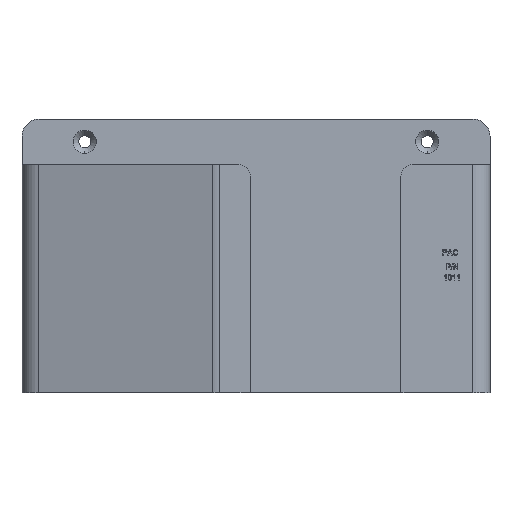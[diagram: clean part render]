
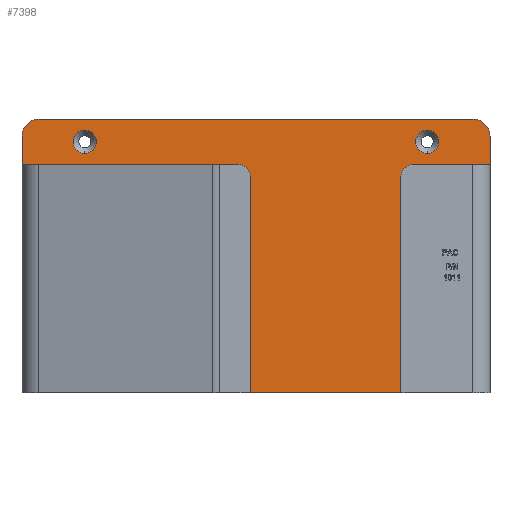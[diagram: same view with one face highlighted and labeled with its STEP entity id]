
A CAD part, front view. The second image highlights one B-rep face of the part: STEP entity #7398.
In plain terms, the highlighted planar face has unit normal (0, -1, 0).
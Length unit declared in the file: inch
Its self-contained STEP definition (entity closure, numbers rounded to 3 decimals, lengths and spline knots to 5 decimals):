
#19 = DIRECTION ( 'NONE',  ( 0., 0., -1. ) ) ;
#20 = CARTESIAN_POINT ( 'NONE',  ( -4.9379, 0.625, 0.375 ) ) ;
#33 = DIRECTION ( 'NONE',  ( 0., 0., 1. ) ) ;
#34 = CARTESIAN_POINT ( 'NONE',  ( -0.25, 0.625, 5. ) ) ;
#35 = DIRECTION ( 'NONE',  ( 0., 0., 1. ) ) ;
#45 = CARTESIAN_POINT ( 'NONE',  ( 4.6871, 0.625, 5. ) ) ;
#48 = DIRECTION ( 'NONE',  ( 1., 0., 0. ) ) ;
#49 = CARTESIAN_POINT ( 'NONE',  ( 4.8121, 0.625, 0.5 ) ) ;
#50 = DIRECTION ( 'NONE',  ( 1., 0., 0. ) ) ;
#51 = DIRECTION ( 'NONE',  ( 0., -1., 0. ) ) ;
#52 = CARTESIAN_POINT ( 'NONE',  ( -4.875, 0.625, 5.625 ) ) ;
#60 = DIRECTION ( 'NONE',  ( 0., 0., -1. ) ) ;
#63 = CARTESIAN_POINT ( 'NONE',  ( 3.05, 0.625, 5. ) ) ;
#69 = DIRECTION ( 'NONE',  ( 1., 0., 0. ) ) ;
#70 = CARTESIAN_POINT ( 'NONE',  ( 4.8121, 0.625, 0.5 ) ) ;
#71 = DIRECTION ( 'NONE',  ( -1., 0., 0. ) ) ;
#73 = CARTESIAN_POINT ( 'NONE',  ( -0.25, 0.625, 0. ) ) ;
#77 = DIRECTION ( 'NONE',  ( -1., 0., 0. ) ) ;
#78 = CARTESIAN_POINT ( 'NONE',  ( 4.8121, 0.625, 6. ) ) ;
#86 = DIRECTION ( 'NONE',  ( 0., 0., -1. ) ) ;
#87 = DIRECTION ( 'NONE',  ( 0., -1., 0. ) ) ;
#88 = CARTESIAN_POINT ( 'NONE',  ( 3.625, 0.625, 5.5 ) ) ;
#89 = DIRECTION ( 'NONE',  ( 1., 0., 0. ) ) ;
#90 = DIRECTION ( 'NONE',  ( 0., -1., 0. ) ) ;
#94 = DIRECTION ( 'NONE',  ( -1., 0., 0. ) ) ;
#95 = CARTESIAN_POINT ( 'NONE',  ( 5., 0.625, 5. ) ) ;
#100 = CARTESIAN_POINT ( 'NONE',  ( 4.625, 0.625, 5.625 ) ) ;
#110 = DIRECTION ( 'NONE',  ( 0., 0., -1. ) ) ;
#111 = DIRECTION ( 'NONE',  ( 0., -1., 0. ) ) ;
#128 = CARTESIAN_POINT ( 'NONE',  ( -3.875, 0.625, 5.5 ) ) ;
#135 = DIRECTION ( 'NONE',  ( 0., 0., 1. ) ) ;
#138 = CARTESIAN_POINT ( 'NONE',  ( -5.25, 0.625, 6. ) ) ;
#451 = LINE ( 'NONE', #138, #459 ) ;
#459 = VECTOR ( 'NONE', #135, 39.37008 ) ;
#464 = VECTOR ( 'NONE', #77, 39.37008 ) ;
#476 = CIRCLE ( 'NONE', #1420, 0.2535 ) ;
#480 = LINE ( 'NONE', #78, #464 ) ;
#482 = LINE ( 'NONE', #63, #492 ) ;
#485 = LINE ( 'NONE', #95, #486 ) ;
#486 = VECTOR ( 'NONE', #94, 39.37008 ) ;
#488 = CIRCLE ( 'NONE', #1421, 0.375 ) ;
#490 = CIRCLE ( 'NONE', #1429, 0.2535 ) ;
#491 = VECTOR ( 'NONE', #48, 39.37008 ) ;
#492 = VECTOR ( 'NONE', #60, 39.37008 ) ;
#496 = LINE ( 'NONE', #73, #497 ) ;
#497 = VECTOR ( 'NONE', #71, 39.37008 ) ;
#498 = LINE ( 'NONE', #70, #499 ) ;
#499 = VECTOR ( 'NONE', #69, 39.37008 ) ;
#502 = LINE ( 'NONE', #49, #491 ) ;
#511 = CIRCLE ( 'NONE', #1425, 0.375 ) ;
#516 = LINE ( 'NONE', #45, #518 ) ;
#518 = VECTOR ( 'NONE', #35, 39.37008 ) ;
#520 = LINE ( 'NONE', #34, #521 ) ;
#521 = VECTOR ( 'NONE', #33, 39.37008 ) ;
#531 = LINE ( 'NONE', #20, #532 ) ;
#532 = VECTOR ( 'NONE', #19, 39.37008 ) ;
#536 = EDGE_LOOP ( 'NONE', ( #5629, #5628 ) ) ;
#1220 = VERTEX_POINT ( 'NONE', #4600 ) ;
#1225 = VERTEX_POINT ( 'NONE', #4596 ) ;
#1238 = VERTEX_POINT ( 'NONE', #4578 ) ;
#1244 = VERTEX_POINT ( 'NONE', #4572 ) ;
#1252 = VERTEX_POINT ( 'NONE', #4563 ) ;
#1255 = VERTEX_POINT ( 'NONE', #4560 ) ;
#1264 = VERTEX_POINT ( 'NONE', #4549 ) ;
#1281 = VERTEX_POINT ( 'NONE', #4530 ) ;
#1341 = VERTEX_POINT ( 'NONE', #4462 ) ;
#1349 = VERTEX_POINT ( 'NONE', #4453 ) ;
#1360 = VERTEX_POINT ( 'NONE', #4441 ) ;
#1364 = VERTEX_POINT ( 'NONE', #4437 ) ;
#1365 = VERTEX_POINT ( 'NONE', #4436 ) ;
#1370 = VERTEX_POINT ( 'NONE', #4431 ) ;
#1380 = VERTEX_POINT ( 'NONE', #4420 ) ;
#1420 = AXIS2_PLACEMENT_3D ( 'NONE', #128, #111, #110 ) ;
#1421 = AXIS2_PLACEMENT_3D ( 'NONE', #100, #90, #89 ) ;
#1425 = AXIS2_PLACEMENT_3D ( 'NONE', #52, #51, #50 ) ;
#1429 = AXIS2_PLACEMENT_3D ( 'NONE', #88, #87, #86 ) ;
#1439 = AXIS2_PLACEMENT_3D ( 'NONE', #4896, #4894, #4893 ) ;
#1440 = AXIS2_PLACEMENT_3D ( 'NONE', #4866, #4865, #4864 ) ;
#1499 = EDGE_LOOP ( 'NONE', ( #5631, #5630 ) ) ;
#1501 = EDGE_LOOP ( 'NONE', ( #5627, #5626, #5625, #5624, #5623, #5622, #5621, #5620, #5619, #5618, #5617, #5616, #5615, #5614 ) ) ;
#2357 = CARTESIAN_POINT ( 'NONE',  ( 4.8121, 0.625, 6. ) ) ;
#2575 = DIRECTION ( 'NONE',  ( 0., -1., 0. ) ) ;
#2886 = PLANE ( 'NONE',  #5146 ) ;
#2888 = DIRECTION ( 'NONE',  ( 1., 0., 0. ) ) ;
#3252 = LINE ( 'NONE', #4789, #3253 ) ;
#3253 = VECTOR ( 'NONE', #4781, 39.37008 ) ;
#3256 = LINE ( 'NONE', #4910, #3257 ) ;
#3257 = VECTOR ( 'NONE', #4909, 39.37008 ) ;
#3270 = CIRCLE ( 'NONE', #1439, 0.2535 ) ;
#3293 = CIRCLE ( 'NONE', #1440, 0.2535 ) ;
#3920 = FACE_BOUND ( 'NONE', #1499, .T. ) ;
#3924 = FACE_BOUND ( 'NONE', #536, .T. ) ;
#3926 = FACE_OUTER_BOUND ( 'NONE', #1501, .T. ) ;
#4420 = CARTESIAN_POINT ( 'NONE',  ( -4.875, 0.625, 6. ) ) ;
#4431 = CARTESIAN_POINT ( 'NONE',  ( 5., 0.625, 5.625 ) ) ;
#4436 = CARTESIAN_POINT ( 'NONE',  ( -3.875, 0.625, 5.2465 ) ) ;
#4437 = CARTESIAN_POINT ( 'NONE',  ( 4.6871, 0.625, 0.5 ) ) ;
#4441 = CARTESIAN_POINT ( 'NONE',  ( 4.625, 0.625, 6. ) ) ;
#4453 = CARTESIAN_POINT ( 'NONE',  ( 3.05, 0.625, 0. ) ) ;
#4462 = CARTESIAN_POINT ( 'NONE',  ( -5.25, 0.625, 5. ) ) ;
#4497 = VERTEX_POINT ( 'NONE', #8054 ) ;
#4530 = CARTESIAN_POINT ( 'NONE',  ( 4.6871, 0.625, 5. ) ) ;
#4549 = CARTESIAN_POINT ( 'NONE',  ( -4.9379, 0.625, 0.5 ) ) ;
#4560 = CARTESIAN_POINT ( 'NONE',  ( -5.25, 0.625, 5.625 ) ) ;
#4563 = CARTESIAN_POINT ( 'NONE',  ( 3.625, 0.625, 5.7535 ) ) ;
#4572 = CARTESIAN_POINT ( 'NONE',  ( 5., 0.625, 5. ) ) ;
#4578 = CARTESIAN_POINT ( 'NONE',  ( -0.25, 0.625, 0.5 ) ) ;
#4589 = VERTEX_POINT ( 'NONE', #7972 ) ;
#4591 = VERTEX_POINT ( 'NONE', #7971 ) ;
#4596 = CARTESIAN_POINT ( 'NONE',  ( 3.05, 0.625, 0.5 ) ) ;
#4600 = CARTESIAN_POINT ( 'NONE',  ( 3.625, 0.625, 5.2465 ) ) ;
#4781 = DIRECTION ( 'NONE',  ( -1., 0., 0. ) ) ;
#4789 = CARTESIAN_POINT ( 'NONE',  ( 5., 0.625, 5. ) ) ;
#4864 = DIRECTION ( 'NONE',  ( 0., 0., -1. ) ) ;
#4865 = DIRECTION ( 'NONE',  ( 0., -1., 0. ) ) ;
#4866 = CARTESIAN_POINT ( 'NONE',  ( 3.625, 0.625, 5.5 ) ) ;
#4893 = DIRECTION ( 'NONE',  ( 0., 0., -1. ) ) ;
#4894 = DIRECTION ( 'NONE',  ( 0., -1., 0. ) ) ;
#4896 = CARTESIAN_POINT ( 'NONE',  ( -3.875, 0.625, 5.5 ) ) ;
#4909 = DIRECTION ( 'NONE',  ( 0., 0., -1. ) ) ;
#4910 = CARTESIAN_POINT ( 'NONE',  ( 5., 0.625, 6. ) ) ;
#5146 = AXIS2_PLACEMENT_3D ( 'NONE', #2357, #2575, #2888 ) ;
#5216 = EDGE_CURVE ( 'NONE', #1341, #1255, #451, .T. ) ;
#5225 = EDGE_CURVE ( 'NONE', #1365, #4497, #476, .T. ) ;
#5231 = EDGE_CURVE ( 'NONE', #4591, #1341, #485, .T. ) ;
#5232 = EDGE_CURVE ( 'NONE', #1370, #1360, #488, .T. ) ;
#5233 = EDGE_CURVE ( 'NONE', #1220, #1252, #490, .T. ) ;
#5236 = EDGE_CURVE ( 'NONE', #1360, #1380, #480, .T. ) ;
#5238 = EDGE_CURVE ( 'NONE', #1349, #4589, #496, .T. ) ;
#5239 = EDGE_CURVE ( 'NONE', #1264, #1238, #498, .T. ) ;
#5242 = EDGE_CURVE ( 'NONE', #1225, #1349, #482, .T. ) ;
#5245 = EDGE_CURVE ( 'NONE', #1380, #1255, #511, .T. ) ;
#5246 = EDGE_CURVE ( 'NONE', #1225, #1364, #502, .T. ) ;
#5251 = EDGE_CURVE ( 'NONE', #1364, #1281, #516, .T. ) ;
#5252 = EDGE_CURVE ( 'NONE', #4589, #1238, #520, .T. ) ;
#5258 = EDGE_CURVE ( 'NONE', #4591, #1264, #531, .T. ) ;
#5263 = EDGE_CURVE ( 'NONE', #1244, #1281, #3252, .T. ) ;
#5265 = EDGE_CURVE ( 'NONE', #1370, #1244, #3256, .T. ) ;
#5272 = EDGE_CURVE ( 'NONE', #4497, #1365, #3270, .T. ) ;
#5285 = EDGE_CURVE ( 'NONE', #1252, #1220, #3293, .T. ) ;
#5614 = ORIENTED_EDGE ( 'NONE', *, *, #5232, .T. ) ;
#5615 = ORIENTED_EDGE ( 'NONE', *, *, #5265, .F. ) ;
#5616 = ORIENTED_EDGE ( 'NONE', *, *, #5263, .F. ) ;
#5617 = ORIENTED_EDGE ( 'NONE', *, *, #5251, .T. ) ;
#5618 = ORIENTED_EDGE ( 'NONE', *, *, #5246, .T. ) ;
#5619 = ORIENTED_EDGE ( 'NONE', *, *, #5242, .F. ) ;
#5620 = ORIENTED_EDGE ( 'NONE', *, *, #5238, .F. ) ;
#5621 = ORIENTED_EDGE ( 'NONE', *, *, #5252, .F. ) ;
#5622 = ORIENTED_EDGE ( 'NONE', *, *, #5239, .T. ) ;
#5623 = ORIENTED_EDGE ( 'NONE', *, *, #5258, .T. ) ;
#5624 = ORIENTED_EDGE ( 'NONE', *, *, #5231, .F. ) ;
#5625 = ORIENTED_EDGE ( 'NONE', *, *, #5216, .F. ) ;
#5626 = ORIENTED_EDGE ( 'NONE', *, *, #5245, .T. ) ;
#5627 = ORIENTED_EDGE ( 'NONE', *, *, #5236, .T. ) ;
#5628 = ORIENTED_EDGE ( 'NONE', *, *, #5285, .F. ) ;
#5629 = ORIENTED_EDGE ( 'NONE', *, *, #5233, .F. ) ;
#5630 = ORIENTED_EDGE ( 'NONE', *, *, #5272, .F. ) ;
#5631 = ORIENTED_EDGE ( 'NONE', *, *, #5225, .F. ) ;
#7398 = ADVANCED_FACE ( 'NONE', ( #3920, #3924, #3926 ), #2886, .T. ) ;
#7971 = CARTESIAN_POINT ( 'NONE',  ( -4.9379, 0.625, 5. ) ) ;
#7972 = CARTESIAN_POINT ( 'NONE',  ( -0.25, 0.625, 0. ) ) ;
#8054 = CARTESIAN_POINT ( 'NONE',  ( -3.875, 0.625, 5.7535 ) ) ;
